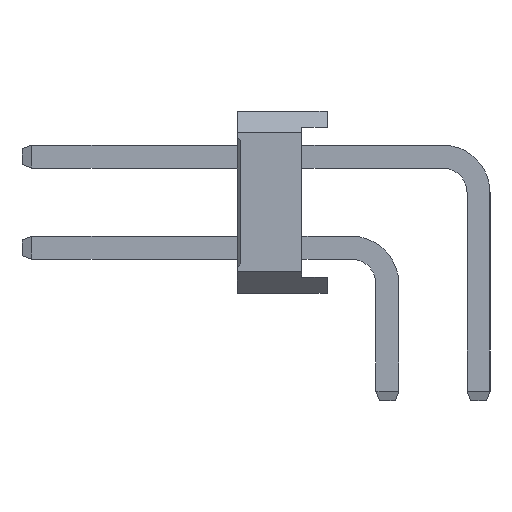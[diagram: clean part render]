
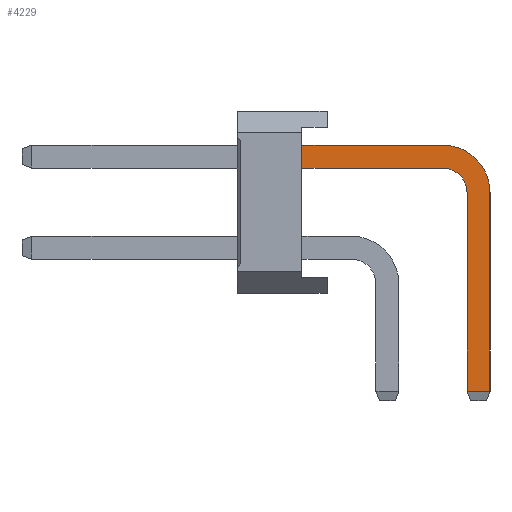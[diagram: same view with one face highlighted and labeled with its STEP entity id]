
A CAD part, left-side view. The second image highlights one B-rep face of the part: STEP entity #4229.
In plain terms, the highlighted planar face has unit normal (-1, 0, 0).
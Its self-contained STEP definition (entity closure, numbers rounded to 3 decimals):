
#4229=ADVANCED_FACE('',(#13641),#13643,.T.);
#13641=FACE_BOUND('',#13642,.T.);
#13642=EDGE_LOOP('',(#21069,#21070,#21071,#21072,#21073,#21074,#21075,#21076));
#13643=PLANE('',#13644);
#13644=AXIS2_PLACEMENT_3D('',#13645,#13646,#13647);
#13645=CARTESIAN_POINT('',(-0.32,-2.22,-3.));
#13646=DIRECTION('',(-1.,0.,0.));
#13647=DIRECTION('',(0.,-1.,0.));
#21069=ORIENTED_EDGE('',*,*,#25610,.T.);
#21070=ORIENTED_EDGE('',*,*,#25611,.T.);
#21071=ORIENTED_EDGE('',*,*,#25612,.T.);
#21072=ORIENTED_EDGE('',*,*,#25613,.T.);
#21073=ORIENTED_EDGE('',*,*,#24415,.T.);
#21074=ORIENTED_EDGE('',*,*,#25609,.F.);
#21075=ORIENTED_EDGE('',*,*,#25614,.F.);
#21076=ORIENTED_EDGE('',*,*,#25615,.F.);
#24415=EDGE_CURVE('',#27750,#27748,#27751,.T.);
#25609=EDGE_CURVE('',#29634,#27748,#29636,.T.);
#25610=EDGE_CURVE('',#29637,#29638,#29639,.T.);
#25611=EDGE_CURVE('',#29638,#29640,#29641,.T.);
#25612=EDGE_CURVE('',#29640,#29642,#29643,.T.);
#25613=EDGE_CURVE('',#29642,#27750,#29644,.T.);
#25614=EDGE_CURVE('',#29645,#29634,#29646,.T.);
#25615=EDGE_CURVE('',#29637,#29645,#29647,.T.);
#27748=VERTEX_POINT('',#33382);
#27750=VERTEX_POINT('',#33386);
#27751=LINE('',#33387,#33388);
#29634=VERTEX_POINT('',#37734);
#29636=LINE('',#37738,#37739);
#29637=VERTEX_POINT('',#37741);
#29638=VERTEX_POINT('',#37742);
#29639=LINE('',#37743,#37744);
#29640=VERTEX_POINT('',#37746);
#29641=LINE('',#37747,#37748);
#29642=VERTEX_POINT('',#37750);
#29643=CIRCLE('',#37751,1.32);
#29644=LINE('',#37755,#37756);
#29645=VERTEX_POINT('',#37758);
#29646=CIRCLE('',#37759,0.68);
#29647=LINE('',#37763,#37764);
#33382=CARTESIAN_POINT('',(-0.32,2.38,3.49));
#33386=CARTESIAN_POINT('',(-0.32,2.38,4.13));
#33387=CARTESIAN_POINT('',(-0.32,2.38,4.13));
#33388=VECTOR('',#33389,1.);
#33389=DIRECTION('',(0.,0.,-1.));
#37734=CARTESIAN_POINT('',(-0.32,-1.54,3.49));
#37738=CARTESIAN_POINT('',(-0.32,-1.54,3.49));
#37739=VECTOR('',#37740,1.);
#37740=DIRECTION('',(0.,1.,0.));
#37741=CARTESIAN_POINT('',(-0.32,-2.22,-2.725));
#37742=CARTESIAN_POINT('',(-0.32,-2.86,-2.725));
#37743=CARTESIAN_POINT('',(-0.32,-2.22,-2.725));
#37744=VECTOR('',#37745,1.);
#37745=DIRECTION('',(0.,-1.,0.));
#37746=CARTESIAN_POINT('',(-0.32,-2.86,2.81));
#37747=CARTESIAN_POINT('',(-0.32,-2.86,-2.725));
#37748=VECTOR('',#37749,1.);
#37749=DIRECTION('',(0.,0.,1.));
#37750=CARTESIAN_POINT('',(-0.32,-1.54,4.13));
#37751=AXIS2_PLACEMENT_3D('',#37752,#37753,#37754);
#37752=CARTESIAN_POINT('',(-0.32,-1.54,2.81));
#37753=DIRECTION('',(-1.,0.,0.));
#37754=DIRECTION('',(0.,-1.,0.));
#37755=CARTESIAN_POINT('',(-0.32,-1.54,4.13));
#37756=VECTOR('',#37757,1.);
#37757=DIRECTION('',(0.,1.,0.));
#37758=CARTESIAN_POINT('',(-0.32,-2.22,2.81));
#37759=AXIS2_PLACEMENT_3D('',#37760,#37761,#37762);
#37760=CARTESIAN_POINT('',(-0.32,-1.54,2.81));
#37761=DIRECTION('',(-1.,0.,0.));
#37762=DIRECTION('',(0.,-1.,0.));
#37763=CARTESIAN_POINT('',(-0.32,-2.22,-2.725));
#37764=VECTOR('',#37765,1.);
#37765=DIRECTION('',(0.,0.,1.));
